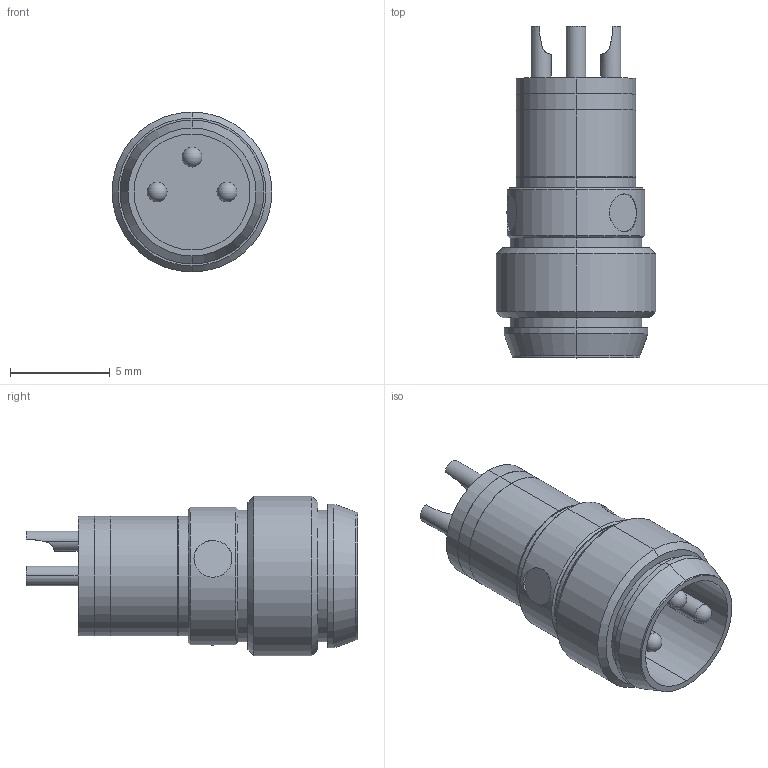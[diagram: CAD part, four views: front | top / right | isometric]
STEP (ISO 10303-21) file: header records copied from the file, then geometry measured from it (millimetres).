
FILE_DESCRIPTION((''),'2;1');
FILE_NAME('09-3413-00-03.stp','2005-03-29T11:10:09',('generator'),(''),'Autodesk Inventor 7','Autodesk Inventor 7','');
FILE_SCHEMA(('AUTOMOTIVE_DESIGN { 1 0 10303 214 1 1 1 1 }'));
Length unit declared in the file: millimetre
Products named in the file (1): 09-3413-00-03
Bounding box: 8 x 16.6 x 8 mm (x, y, z)
Volume: 366 mm3; surface area: 623.3 mm2
Topology: 1 solids, 1 shells, 133 faces, 315 edges, 197 vertices
Faces by surface type: cylinder 82, plane 28, cone 10, bspline 6, torus 4, sphere 3
Entity records: 4182 total; most frequent: CARTESIAN_POINT 1201, DIRECTION 635, ORIENTED_EDGE 606, EDGE_CURVE 303, AXIS2_PLACEMENT_3D 283, VERTEX_POINT 191, CIRCLE 152, EDGE_LOOP 152
